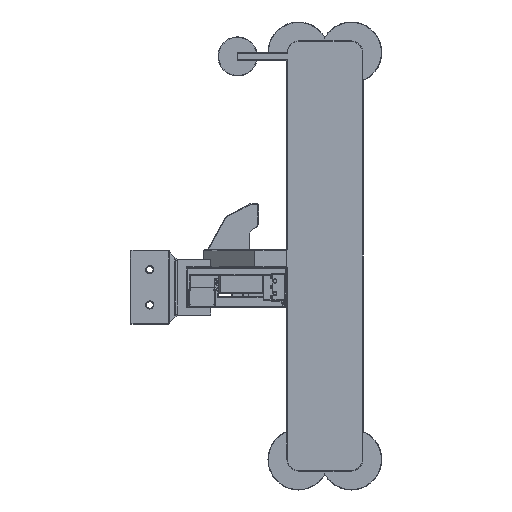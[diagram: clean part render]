
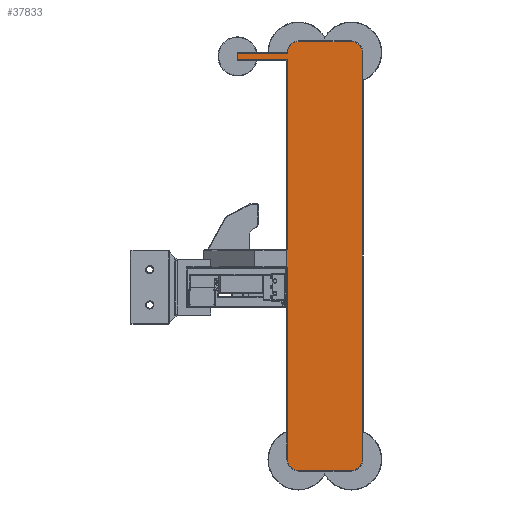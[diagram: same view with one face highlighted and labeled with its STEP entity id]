
A CAD part, front view. The second image highlights one B-rep face of the part: STEP entity #37833.
In plain terms, the highlighted planar face has unit normal (0, -1, 0).
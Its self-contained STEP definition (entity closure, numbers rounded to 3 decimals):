
#1011=CIRCLE('',#40315,5.6);
#1013=CIRCLE('',#40319,5.6);
#1015=CIRCLE('',#40323,5.6);
#1017=CIRCLE('',#40327,5.6);
#1767=FACE_OUTER_BOUND('',#3916,.T.);
#3916=EDGE_LOOP('',(#27433,#27434,#27435,#27436,#27437,#27438,#27439,#27440,
#27441,#27442,#27443,#27444,#27445,#27446,#27447));
#6649=LINE('',#55118,#11580);
#6651=LINE('',#55124,#11582);
#6670=LINE('',#55177,#11601);
#6675=LINE('',#55186,#11606);
#6690=LINE('',#55293,#11621);
#6698=LINE('',#55320,#11629);
#6706=LINE('',#55338,#11637);
#6710=LINE('',#55350,#11641);
#6714=LINE('',#55362,#11645);
#6716=LINE('',#55369,#11647);
#6735=LINE('',#55419,#11666);
#11580=VECTOR('',#44651,10.);
#11582=VECTOR('',#44655,10.);
#11601=VECTOR('',#44694,10.);
#11606=VECTOR('',#44701,10.);
#11621=VECTOR('',#44752,10.);
#11629=VECTOR('',#44782,10.);
#11637=VECTOR('',#44802,10.);
#11641=VECTOR('',#44814,10.);
#11645=VECTOR('',#44826,10.);
#11647=VECTOR('',#44836,10.);
#11666=VECTOR('',#44901,10.);
#16236=VERTEX_POINT('',#55114);
#16237=VERTEX_POINT('',#55116);
#16238=VERTEX_POINT('',#55120);
#16240=VERTEX_POINT('',#55123);
#16264=VERTEX_POINT('',#55176);
#16267=VERTEX_POINT('',#55184);
#16294=VERTEX_POINT('',#55315);
#16295=VERTEX_POINT('',#55319);
#16297=VERTEX_POINT('',#55331);
#16299=VERTEX_POINT('',#55336);
#16301=VERTEX_POINT('',#55343);
#16303=VERTEX_POINT('',#55348);
#16305=VERTEX_POINT('',#55355);
#16307=VERTEX_POINT('',#55360);
#16308=VERTEX_POINT('',#55368);
#20337=EDGE_CURVE('',#16237,#16236,#6649,.T.);
#20339=EDGE_CURVE('',#16240,#16238,#6651,.T.);
#20366=EDGE_CURVE('',#16236,#16264,#6670,.T.);
#20371=EDGE_CURVE('',#16267,#16238,#6675,.T.);
#20398=EDGE_CURVE('',#16237,#16240,#6690,.T.);
#20412=EDGE_CURVE('',#16295,#16294,#6698,.T.);
#20420=EDGE_CURVE('',#16297,#16267,#1011,.T.);
#20422=EDGE_CURVE('',#16299,#16297,#6706,.T.);
#20426=EDGE_CURVE('',#16301,#16299,#1013,.T.);
#20428=EDGE_CURVE('',#16303,#16301,#6710,.T.);
#20432=EDGE_CURVE('',#16305,#16303,#1015,.T.);
#20434=EDGE_CURVE('',#16307,#16305,#6714,.T.);
#20437=EDGE_CURVE('',#16294,#16307,#1017,.T.);
#20438=EDGE_CURVE('',#16264,#16308,#6716,.T.);
#20463=EDGE_CURVE('',#16308,#16295,#6735,.T.);
#27433=ORIENTED_EDGE('',*,*,#20371,.F.);
#27434=ORIENTED_EDGE('',*,*,#20420,.F.);
#27435=ORIENTED_EDGE('',*,*,#20422,.F.);
#27436=ORIENTED_EDGE('',*,*,#20426,.F.);
#27437=ORIENTED_EDGE('',*,*,#20428,.F.);
#27438=ORIENTED_EDGE('',*,*,#20432,.F.);
#27439=ORIENTED_EDGE('',*,*,#20434,.F.);
#27440=ORIENTED_EDGE('',*,*,#20437,.F.);
#27441=ORIENTED_EDGE('',*,*,#20412,.F.);
#27442=ORIENTED_EDGE('',*,*,#20463,.F.);
#27443=ORIENTED_EDGE('',*,*,#20438,.F.);
#27444=ORIENTED_EDGE('',*,*,#20366,.F.);
#27445=ORIENTED_EDGE('',*,*,#20337,.F.);
#27446=ORIENTED_EDGE('',*,*,#20398,.T.);
#27447=ORIENTED_EDGE('',*,*,#20339,.T.);
#35821=PLANE('',#40351);
#37833=ADVANCED_FACE('',(#1767),#35821,.F.);
#40315=AXIS2_PLACEMENT_3D('',#55333,#44797,#44798);
#40319=AXIS2_PLACEMENT_3D('',#55345,#44809,#44810);
#40323=AXIS2_PLACEMENT_3D('',#55357,#44821,#44822);
#40327=AXIS2_PLACEMENT_3D('',#55366,#44832,#44833);
#40351=AXIS2_PLACEMENT_3D('',#55418,#44899,#44900);
#44651=DIRECTION('',(1.,0.,0.));
#44655=DIRECTION('',(1.,0.,0.));
#44694=DIRECTION('',(0.,0.,1.));
#44701=DIRECTION('',(0.,0.,1.));
#44752=DIRECTION('',(0.,0.,-1.));
#44782=DIRECTION('',(1.,0.,0.));
#44797=DIRECTION('center_axis',(0.,1.,0.));
#44798=DIRECTION('ref_axis',(0.,0.,-1.));
#44802=DIRECTION('',(-1.,0.,0.));
#44809=DIRECTION('center_axis',(0.,1.,0.));
#44810=DIRECTION('ref_axis',(1.,0.,0.));
#44814=DIRECTION('',(0.,0.,-1.));
#44821=DIRECTION('center_axis',(0.,1.,0.));
#44822=DIRECTION('ref_axis',(0.,0.,1.));
#44826=DIRECTION('',(1.,0.,0.));
#44832=DIRECTION('center_axis',(0.,1.,0.));
#44833=DIRECTION('ref_axis',(-1.,0.,0.));
#44836=DIRECTION('',(-1.,0.,0.));
#44899=DIRECTION('center_axis',(0.,1.,0.));
#44900=DIRECTION('ref_axis',(1.,0.,0.));
#44901=DIRECTION('',(0.,0.,1.));
#55114=CARTESIAN_POINT('',(0.4,0.,13.2));
#55116=CARTESIAN_POINT('',(0.,0.,13.2));
#55118=CARTESIAN_POINT('',(0.,0.,13.2));
#55120=CARTESIAN_POINT('',(0.4,0.,4.2));
#55123=CARTESIAN_POINT('',(0.,0.,4.2));
#55124=CARTESIAN_POINT('',(0.,0.,4.2));
#55176=CARTESIAN_POINT('',(0.4,0.,110.4));
#55177=CARTESIAN_POINT('',(0.4,0.,-42.));
#55184=CARTESIAN_POINT('',(0.4,0.,-94.));
#55186=CARTESIAN_POINT('',(0.4,0.,-42.));
#55293=CARTESIAN_POINT('',(0.,0.,13.2));
#55315=CARTESIAN_POINT('',(0.414,0.,113.6));
#55319=CARTESIAN_POINT('',(-25.,0.,113.6));
#55320=CARTESIAN_POINT('',(9.75,0.,113.6));
#55331=CARTESIAN_POINT('',(6.,0.,-99.6));
#55333=CARTESIAN_POINT('Origin',(6.,0.,-94.));
#55336=CARTESIAN_POINT('',(33.,0.,-99.6));
#55338=CARTESIAN_POINT('',(26.25,0.,-99.6));
#55343=CARTESIAN_POINT('',(38.6,0.,-94.));
#55345=CARTESIAN_POINT('Origin',(33.,0.,-94.));
#55348=CARTESIAN_POINT('',(38.6,0.,114.));
#55350=CARTESIAN_POINT('',(38.6,0.,62.));
#55355=CARTESIAN_POINT('',(33.,0.,119.6));
#55357=CARTESIAN_POINT('Origin',(33.,0.,114.));
#55360=CARTESIAN_POINT('',(6.,0.,119.6));
#55362=CARTESIAN_POINT('',(12.75,0.,119.6));
#55366=CARTESIAN_POINT('Origin',(6.,0.,114.));
#55368=CARTESIAN_POINT('',(-25.,0.,110.4));
#55369=CARTESIAN_POINT('',(9.75,0.,110.4));
#55418=CARTESIAN_POINT('Origin',(19.5,0.,10.));
#55419=CARTESIAN_POINT('',(-25.,0.,114.));
